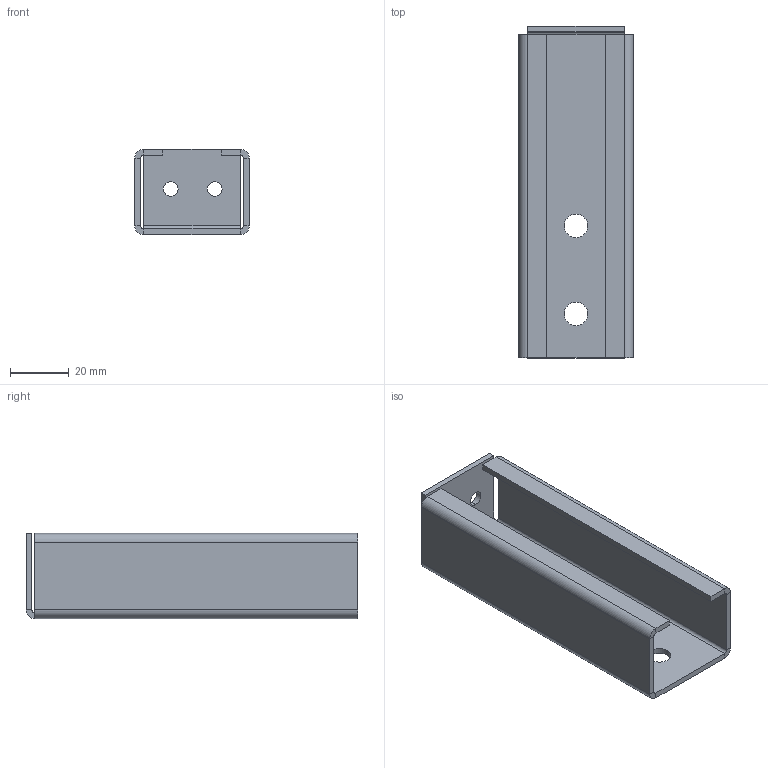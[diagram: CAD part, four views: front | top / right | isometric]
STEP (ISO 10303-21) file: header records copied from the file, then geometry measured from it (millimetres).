
FILE_DESCRIPTION (( 'STEP AP203' ), '1' );
FILE_NAME ('Weather Shield Mounth Design Top Part.STEP', '2020-07-28T15:40:18', ( 'USER' ), ( '' ), 'SwSTEP 2.0', 'SolidWorks 2012', '' );
FILE_SCHEMA (( 'CONFIG_CONTROL_DESIGN' ));
Length unit declared in the file: millimetre
Products named in the file (1): Weather Shield Mounth Design Top Part
Bounding box: 39 x 113 x 29 mm (x, y, z)
Volume: 24648.3 mm3; surface area: 25786.5 mm2
Topology: 1 solids, 1 shells, 54 faces, 116 edges, 64 vertices
Faces by surface type: plane 36, cylinder 18
Entity records: 1509 total; most frequent: DIRECTION 262, CARTESIAN_POINT 235, ORIENTED_EDGE 232, EDGE_CURVE 116, AXIS2_PLACEMENT_3D 91, VECTOR 80, LINE 80, VERTEX_POINT 64
